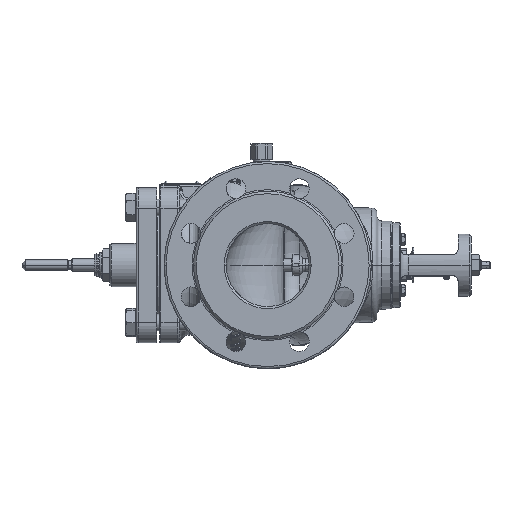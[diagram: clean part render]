
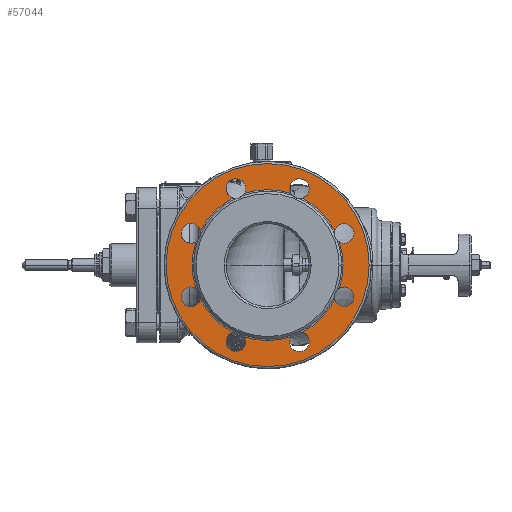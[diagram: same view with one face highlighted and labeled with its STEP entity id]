
A CAD part, left-side view. The second image highlights one B-rep face of the part: STEP entity #57044.
In plain terms, the highlighted planar face has unit normal (-1, 0, 0).
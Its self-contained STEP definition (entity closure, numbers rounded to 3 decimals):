
#5091=CARTESIAN_POINT('',(-152.,0.,0.));
#5092=DIRECTION('',(1.,0.,0.));
#5093=DIRECTION('',(0.,0.952,-0.306));
#5094=AXIS2_PLACEMENT_3D('',#5091,#5092,#5093);
#5121=CARTESIAN_POINT('',(-152.,0.,0.));
#5122=DIRECTION('',(1.,0.,0.));
#5123=DIRECTION('',(0.,0.89,0.457));
#5124=AXIS2_PLACEMENT_3D('',#5121,#5122,#5123);
#5151=CARTESIAN_POINT('',(-152.,0.,0.));
#5152=DIRECTION('',(1.,0.,0.));
#5153=DIRECTION('',(0.,0.306,0.952));
#5154=AXIS2_PLACEMENT_3D('',#5151,#5152,#5153);
#5181=CARTESIAN_POINT('',(-152.,0.,0.));
#5182=DIRECTION('',(1.,0.,0.));
#5183=DIRECTION('',(0.,-0.457,0.89));
#5184=AXIS2_PLACEMENT_3D('',#5181,#5182,#5183);
#5211=CARTESIAN_POINT('',(-152.,0.,0.));
#5212=DIRECTION('',(1.,0.,0.));
#5213=DIRECTION('',(0.,-0.952,0.306));
#5214=AXIS2_PLACEMENT_3D('',#5211,#5212,#5213);
#5241=CARTESIAN_POINT('',(-152.,0.,0.));
#5242=DIRECTION('',(1.,0.,0.));
#5243=DIRECTION('',(0.,-0.89,-0.457));
#5244=AXIS2_PLACEMENT_3D('',#5241,#5242,#5243);
#5259=CARTESIAN_POINT('',(-152.,0.,0.));
#5260=DIRECTION('',(1.,0.,0.));
#5261=DIRECTION('',(0.,0.457,-0.89));
#5262=AXIS2_PLACEMENT_3D('',#5259,#5260,#5261);
#5301=CARTESIAN_POINT('',(-152.,0.,0.));
#5302=DIRECTION('',(1.,0.,0.));
#5303=DIRECTION('',(0.,-0.306,-0.952));
#5304=AXIS2_PLACEMENT_3D('',#5301,#5302,#5303);
#6284=CARTESIAN_POINT('',(-152.,0.,0.));
#6285=DIRECTION('',(-1.,0.,0.));
#6286=DIRECTION('',(0.,1.,0.));
#6287=AXIS2_PLACEMENT_3D('',#6284,#6285,#6286);
#6292=CARTESIAN_POINT('',(-152.,0.,0.));
#6293=DIRECTION('',(-1.,0.,0.));
#6294=DIRECTION('',(0.,-1.,0.));
#6295=AXIS2_PLACEMENT_3D('',#6292,#6293,#6294);
#6300=CARTESIAN_POINT('',(-152.,30.615,-73.91));
#6301=DIRECTION('',(-1.,0.,0.));
#6302=DIRECTION('',(0.,0.279,0.96));
#6303=AXIS2_PLACEMENT_3D('',#6300,#6301,#6302);
#6308=CARTESIAN_POINT('',(-152.,30.615,-73.91));
#6309=DIRECTION('',(-1.,0.,0.));
#6310=DIRECTION('',(0.,0.707,-0.707));
#6311=AXIS2_PLACEMENT_3D('',#6308,#6309,#6310);
#6316=CARTESIAN_POINT('',(-152.,-30.615,-73.91));
#6317=DIRECTION('',(-1.,0.,0.));
#6318=DIRECTION('',(0.,0.876,0.482));
#6319=AXIS2_PLACEMENT_3D('',#6316,#6317,#6318);
#6324=CARTESIAN_POINT('',(-152.,-30.615,-73.91));
#6325=DIRECTION('',(-1.,0.,0.));
#6326=DIRECTION('',(0.,0.,-1.));
#6327=AXIS2_PLACEMENT_3D('',#6324,#6325,#6326);
#6332=CARTESIAN_POINT('',(-152.,-73.91,-30.615));
#6333=DIRECTION('',(-1.,0.,0.));
#6334=DIRECTION('',(0.,0.96,-0.279));
#6335=AXIS2_PLACEMENT_3D('',#6332,#6333,#6334);
#6340=CARTESIAN_POINT('',(-152.,-73.91,-30.615));
#6341=DIRECTION('',(-1.,0.,0.));
#6342=DIRECTION('',(0.,-0.707,-0.707));
#6343=AXIS2_PLACEMENT_3D('',#6340,#6341,#6342);
#6348=CARTESIAN_POINT('',(-152.,-73.91,30.615));
#6349=DIRECTION('',(-1.,0.,0.));
#6350=DIRECTION('',(0.,0.482,-0.876));
#6351=AXIS2_PLACEMENT_3D('',#6348,#6349,#6350);
#6356=CARTESIAN_POINT('',(-152.,-73.91,30.615));
#6357=DIRECTION('',(-1.,0.,0.));
#6358=DIRECTION('',(0.,-1.,0.));
#6359=AXIS2_PLACEMENT_3D('',#6356,#6357,#6358);
#6364=CARTESIAN_POINT('',(-152.,-30.615,73.91));
#6365=DIRECTION('',(-1.,0.,0.));
#6366=DIRECTION('',(0.,-0.279,-0.96));
#6367=AXIS2_PLACEMENT_3D('',#6364,#6365,#6366);
#6372=CARTESIAN_POINT('',(-152.,-30.615,73.91));
#6373=DIRECTION('',(-1.,0.,0.));
#6374=DIRECTION('',(0.,-0.707,0.707));
#6375=AXIS2_PLACEMENT_3D('',#6372,#6373,#6374);
#6380=CARTESIAN_POINT('',(-152.,30.615,73.91));
#6381=DIRECTION('',(-1.,0.,0.));
#6382=DIRECTION('',(0.,-0.876,-0.482));
#6383=AXIS2_PLACEMENT_3D('',#6380,#6381,#6382);
#6388=CARTESIAN_POINT('',(-152.,30.615,73.91));
#6389=DIRECTION('',(-1.,0.,0.));
#6390=DIRECTION('',(0.,0.,1.));
#6391=AXIS2_PLACEMENT_3D('',#6388,#6389,#6390);
#6396=CARTESIAN_POINT('',(-152.,73.91,30.615));
#6397=DIRECTION('',(-1.,0.,0.));
#6398=DIRECTION('',(0.,-0.96,0.279));
#6399=AXIS2_PLACEMENT_3D('',#6396,#6397,#6398);
#6404=CARTESIAN_POINT('',(-152.,73.91,30.615));
#6405=DIRECTION('',(-1.,0.,0.));
#6406=DIRECTION('',(0.,0.707,0.707));
#6407=AXIS2_PLACEMENT_3D('',#6404,#6405,#6406);
#6412=CARTESIAN_POINT('',(-152.,73.91,-30.615));
#6413=DIRECTION('',(-1.,0.,0.));
#6414=DIRECTION('',(0.,-0.482,0.876));
#6415=AXIS2_PLACEMENT_3D('',#6412,#6413,#6414);
#6420=CARTESIAN_POINT('',(-152.,73.91,-30.615));
#6421=DIRECTION('',(-1.,0.,0.));
#6422=DIRECTION('',(0.,1.,0.));
#6423=AXIS2_PLACEMENT_3D('',#6420,#6421,#6422);
#43521=CARTESIAN_POINT('',(-152.,98.,0.));
#43522=CARTESIAN_POINT('',(-152.,-98.,0.));
#43523=VERTEX_POINT('',#43521);
#43524=VERTEX_POINT('',#43522);
#44980=CARTESIAN_POINT('',(-152.,83.41,-30.615));
#44982=VERTEX_POINT('',#44980);
#44988=CARTESIAN_POINT('',(-152.,80.628,37.332));
#44990=VERTEX_POINT('',#44988);
#44996=CARTESIAN_POINT('',(-152.,30.615,83.41));
#44998=VERTEX_POINT('',#44996);
#45004=CARTESIAN_POINT('',(-152.,-37.332,80.628));
#45006=VERTEX_POINT('',#45004);
#45012=CARTESIAN_POINT('',(-152.,-83.41,30.615));
#45014=VERTEX_POINT('',#45012);
#45020=CARTESIAN_POINT('',(-152.,-80.628,-37.332));
#45022=VERTEX_POINT('',#45020);
#45028=CARTESIAN_POINT('',(-152.,-30.615,-83.41));
#45030=VERTEX_POINT('',#45028);
#45036=CARTESIAN_POINT('',(-152.,37.332,-80.628));
#45038=VERTEX_POINT('',#45036);
#45040=CARTESIAN_POINT('',(-152.,69.334,-22.29));
#45041=VERTEX_POINT('',#45040);
#45042=CARTESIAN_POINT('',(-152.,64.788,-33.265));
#45043=VERTEX_POINT('',#45042);
#45046=CARTESIAN_POINT('',(-152.,64.788,33.265));
#45047=VERTEX_POINT('',#45046);
#45048=CARTESIAN_POINT('',(-152.,69.334,22.29));
#45049=VERTEX_POINT('',#45048);
#45052=CARTESIAN_POINT('',(-152.,22.29,69.334));
#45053=VERTEX_POINT('',#45052);
#45054=CARTESIAN_POINT('',(-152.,33.265,64.788));
#45055=VERTEX_POINT('',#45054);
#45058=CARTESIAN_POINT('',(-152.,-33.265,64.788));
#45059=VERTEX_POINT('',#45058);
#45060=CARTESIAN_POINT('',(-152.,-22.29,69.334));
#45061=VERTEX_POINT('',#45060);
#45064=CARTESIAN_POINT('',(-152.,-69.334,22.29));
#45065=VERTEX_POINT('',#45064);
#45066=CARTESIAN_POINT('',(-152.,-64.788,33.265));
#45067=VERTEX_POINT('',#45066);
#45070=CARTESIAN_POINT('',(-152.,-64.788,-33.265));
#45071=VERTEX_POINT('',#45070);
#45072=CARTESIAN_POINT('',(-152.,-69.334,-22.29));
#45073=VERTEX_POINT('',#45072);
#45076=CARTESIAN_POINT('',(-152.,-22.29,-69.334));
#45077=VERTEX_POINT('',#45076);
#45078=CARTESIAN_POINT('',(-152.,-33.265,-64.788));
#45079=VERTEX_POINT('',#45078);
#45082=CARTESIAN_POINT('',(-152.,33.265,-64.788));
#45083=VERTEX_POINT('',#45082);
#45084=CARTESIAN_POINT('',(-152.,22.29,-69.334));
#45085=VERTEX_POINT('',#45084);
#56996=CARTESIAN_POINT('',(-152.,0.,0.));
#56997=DIRECTION('',(1.,0.,0.));
#56998=DIRECTION('',(0.,-1.,0.));
#56999=AXIS2_PLACEMENT_3D('',#56996,#56997,#56998);
#57000=PLANE('',#56999);
#57001=ORIENTED_EDGE('',*,*,#56986,.F.);
#57003=ORIENTED_EDGE('',*,*,#57002,.F.);
#57004=EDGE_LOOP('',(#57001,#57003));
#57005=FACE_OUTER_BOUND('',#57004,.F.);
#57007=ORIENTED_EDGE('',*,*,#57006,.T.);
#57009=ORIENTED_EDGE('',*,*,#57008,.T.);
#57010=ORIENTED_EDGE('',*,*,#55266,.F.);
#57012=ORIENTED_EDGE('',*,*,#57011,.T.);
#57014=ORIENTED_EDGE('',*,*,#57013,.T.);
#57015=ORIENTED_EDGE('',*,*,#55234,.F.);
#57017=ORIENTED_EDGE('',*,*,#57016,.T.);
#57019=ORIENTED_EDGE('',*,*,#57018,.T.);
#57020=ORIENTED_EDGE('',*,*,#55218,.F.);
#57021=ORIENTED_EDGE('',*,*,#55121,.T.);
#57022=ORIENTED_EDGE('',*,*,#55138,.T.);
#57023=ORIENTED_EDGE('',*,*,#55202,.F.);
#57025=ORIENTED_EDGE('',*,*,#57024,.T.);
#57027=ORIENTED_EDGE('',*,*,#57026,.T.);
#57028=ORIENTED_EDGE('',*,*,#55188,.F.);
#57030=ORIENTED_EDGE('',*,*,#57029,.T.);
#57032=ORIENTED_EDGE('',*,*,#57031,.T.);
#57033=ORIENTED_EDGE('',*,*,#55173,.F.);
#57034=ORIENTED_EDGE('',*,*,#55298,.T.);
#57035=ORIENTED_EDGE('',*,*,#55280,.T.);
#57036=ORIENTED_EDGE('',*,*,#55158,.F.);
#57038=ORIENTED_EDGE('',*,*,#57037,.T.);
#57040=ORIENTED_EDGE('',*,*,#57039,.T.);
#57041=ORIENTED_EDGE('',*,*,#55246,.F.);
#57042=EDGE_LOOP('',(#57007,#57009,#57010,#57012,#57014,#57015,#57017,#57019,
#57020,#57021,#57022,#57023,#57025,#57027,#57028,#57030,#57032,#57033,#57034,
#57035,#57036,#57038,#57040,#57041));
#57043=FACE_BOUND('',#57042,.F.);
#5095=CIRCLE('',#5094,72.828);
#5125=CIRCLE('',#5124,72.828);
#5155=CIRCLE('',#5154,72.828);
#5185=CIRCLE('',#5184,72.828);
#5215=CIRCLE('',#5214,72.828);
#5245=CIRCLE('',#5244,72.828);
#5263=CIRCLE('',#5262,72.828);
#5305=CIRCLE('',#5304,72.828);
#6288=CIRCLE('',#6287,98.);
#6296=CIRCLE('',#6295,98.);
#6304=CIRCLE('',#6303,9.5);
#6312=CIRCLE('',#6311,9.5);
#6320=CIRCLE('',#6319,9.5);
#6328=CIRCLE('',#6327,9.5);
#6336=CIRCLE('',#6335,9.5);
#6344=CIRCLE('',#6343,9.5);
#6352=CIRCLE('',#6351,9.5);
#6360=CIRCLE('',#6359,9.5);
#6368=CIRCLE('',#6367,9.5);
#6376=CIRCLE('',#6375,9.5);
#6384=CIRCLE('',#6383,9.5);
#6392=CIRCLE('',#6391,9.5);
#6400=CIRCLE('',#6399,9.5);
#6408=CIRCLE('',#6407,9.5);
#6416=CIRCLE('',#6415,9.5);
#6424=CIRCLE('',#6423,9.5);
#55121=EDGE_CURVE('',#45065,#45014,#6352,.T.);
#55138=EDGE_CURVE('',#45014,#45067,#6360,.T.);
#55158=EDGE_CURVE('',#45041,#45049,#5095,.T.);
#55173=EDGE_CURVE('',#45047,#45055,#5125,.T.);
#55188=EDGE_CURVE('',#45053,#45061,#5155,.T.);
#55202=EDGE_CURVE('',#45059,#45067,#5185,.T.);
#55218=EDGE_CURVE('',#45065,#45073,#5215,.T.);
#55234=EDGE_CURVE('',#45071,#45079,#5245,.T.);
#55246=EDGE_CURVE('',#45083,#45043,#5263,.T.);
#55266=EDGE_CURVE('',#45077,#45085,#5305,.T.);
#55280=EDGE_CURVE('',#44990,#45049,#6408,.T.);
#55298=EDGE_CURVE('',#45047,#44990,#6400,.T.);
#56986=EDGE_CURVE('',#43523,#43524,#6288,.T.);
#57002=EDGE_CURVE('',#43524,#43523,#6296,.T.);
#57006=EDGE_CURVE('',#45083,#45038,#6304,.T.);
#57008=EDGE_CURVE('',#45038,#45085,#6312,.T.);
#57011=EDGE_CURVE('',#45077,#45030,#6320,.T.);
#57013=EDGE_CURVE('',#45030,#45079,#6328,.T.);
#57016=EDGE_CURVE('',#45071,#45022,#6336,.T.);
#57018=EDGE_CURVE('',#45022,#45073,#6344,.T.);
#57024=EDGE_CURVE('',#45059,#45006,#6368,.T.);
#57026=EDGE_CURVE('',#45006,#45061,#6376,.T.);
#57029=EDGE_CURVE('',#45053,#44998,#6384,.T.);
#57031=EDGE_CURVE('',#44998,#45055,#6392,.T.);
#57037=EDGE_CURVE('',#45041,#44982,#6416,.T.);
#57039=EDGE_CURVE('',#44982,#45043,#6424,.T.);
#57044=ADVANCED_FACE('',(#57005,#57043),#57000,.F.);
